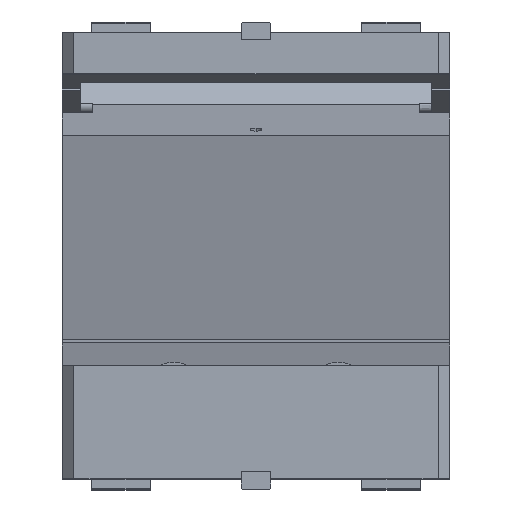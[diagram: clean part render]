
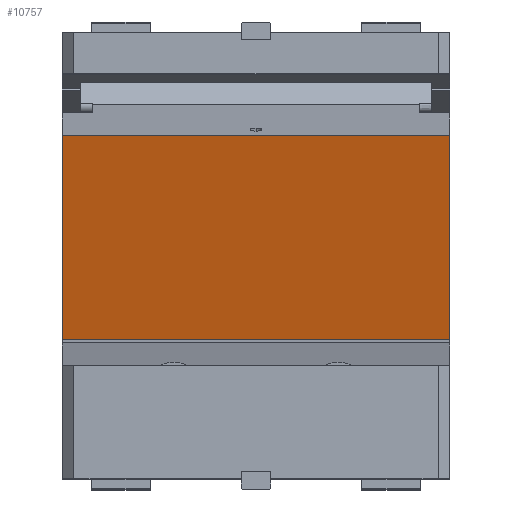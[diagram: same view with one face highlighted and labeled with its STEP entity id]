
A CAD part, top view. The second image highlights one B-rep face of the part: STEP entity #10757.
In plain terms, the highlighted planar face has unit normal (0, -0.259, 0.966).
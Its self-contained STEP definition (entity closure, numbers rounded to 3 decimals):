
#8924=CARTESIAN_POINT('Vertex',(165.,86.933,23.294)) ;
#8927=CARTESIAN_POINT('Line Origine',(165.,0.,0.)) ;
#8931=CARTESIAN_POINT('Vertex',(165.,-86.933,-23.294)) ;
#9131=CARTESIAN_POINT('Vertex',(-165.,-86.933,-23.294)) ;
#9134=CARTESIAN_POINT('Line Origine',(-165.,0.,0.)) ;
#9138=CARTESIAN_POINT('Vertex',(-165.,86.933,23.294)) ;
#10729=CARTESIAN_POINT('Line Origine',(0.,-86.933,-23.294)) ;
#10741=CARTESIAN_POINT('Axis2P3D Location',(165.,86.933,23.294)) ;
#10746=CARTESIAN_POINT('Line Origine',(0.,86.933,23.294)) ;
#8928=DIRECTION('Vector Direction',(0.,-0.966,-0.259)) ;
#9135=DIRECTION('Vector Direction',(0.,-0.966,-0.259)) ;
#10730=DIRECTION('Vector Direction',(-1.,0.,0.)) ;
#10742=DIRECTION('Axis2P3D Direction',(0.,0.259,-0.966)) ;
#10743=DIRECTION('Axis2P3D XDirection',(0.,0.966,0.259)) ;
#10747=DIRECTION('Vector Direction',(-1.,0.,0.)) ;
#10744=AXIS2_PLACEMENT_3D('Plane Axis2P3D',#10741,#10742,#10743) ;
#10752=ORIENTED_EDGE('',*,*,#10733,.F.) ;
#10753=ORIENTED_EDGE('',*,*,#8933,.F.) ;
#10754=ORIENTED_EDGE('',*,*,#10750,.T.) ;
#10755=ORIENTED_EDGE('',*,*,#9140,.T.) ;
#8929=VECTOR('Line Direction',#8928,1.) ;
#9136=VECTOR('Line Direction',#9135,1.) ;
#10731=VECTOR('Line Direction',#10730,1.) ;
#10748=VECTOR('Line Direction',#10747,1.) ;
#10757=ADVANCED_FACE('CAM SLIDER',(#10756),#10745,.F.) ;
#8933=EDGE_CURVE('',#8925,#8932,#8930,.T.) ;
#9140=EDGE_CURVE('',#9139,#9132,#9137,.T.) ;
#10733=EDGE_CURVE('',#8932,#9132,#10732,.T.) ;
#10750=EDGE_CURVE('',#8925,#9139,#10749,.T.) ;
#10751=EDGE_LOOP('',(#10752,#10753,#10754,#10755)) ;
#10756=FACE_OUTER_BOUND('',#10751,.T.) ;
#8930=LINE('Line',#8927,#8929) ;
#9137=LINE('Line',#9134,#9136) ;
#10732=LINE('Line',#10729,#10731) ;
#10749=LINE('Line',#10746,#10748) ;
#10745=PLANE('Plane',#10744) ;
#8925=VERTEX_POINT('',#8924) ;
#8932=VERTEX_POINT('',#8931) ;
#9132=VERTEX_POINT('',#9131) ;
#9139=VERTEX_POINT('',#9138) ;
